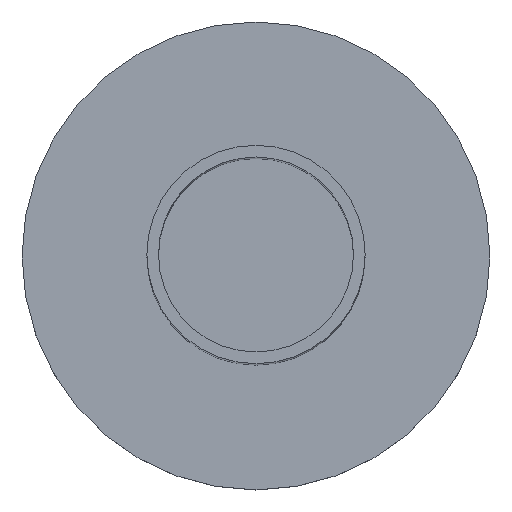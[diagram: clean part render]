
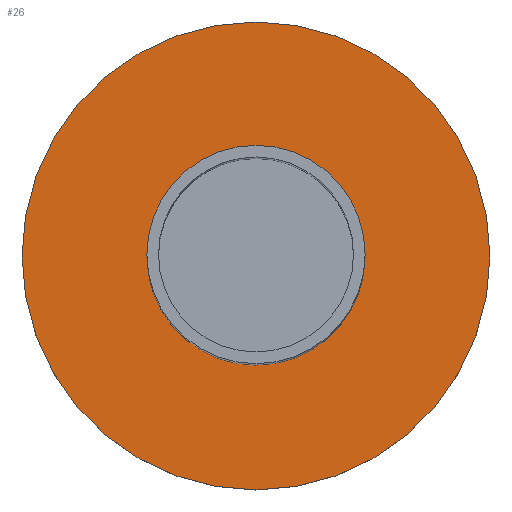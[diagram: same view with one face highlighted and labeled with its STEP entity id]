
A CAD part, top view. The second image highlights one B-rep face of the part: STEP entity #26.
In plain terms, the highlighted planar face has unit normal (0, 0, 1).
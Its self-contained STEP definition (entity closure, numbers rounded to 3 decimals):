
#1 = ORIENTED_EDGE ( 'NONE', *, *, #295, .F. ) ;
#26 = ADVANCED_FACE ( 'NONE', ( #125, #101 ), #189, .T. ) ;
#31 = CARTESIAN_POINT ( 'NONE',  ( 0., 0., 1. ) ) ;
#32 = AXIS2_PLACEMENT_3D ( 'NONE', #232, #186, #117 ) ;
#40 = VERTEX_POINT ( 'NONE', #217 ) ;
#57 = DIRECTION ( 'NONE',  ( 1., 0., 0. ) ) ;
#60 = CIRCLE ( 'NONE', #145, 2.8 ) ;
#68 = VERTEX_POINT ( 'NONE', #246 ) ;
#79 = CIRCLE ( 'NONE', #102, 6. ) ;
#89 = CARTESIAN_POINT ( 'NONE',  ( 0., 0., 1. ) ) ;
#101 = FACE_OUTER_BOUND ( 'NONE', #163, .T. ) ;
#102 = AXIS2_PLACEMENT_3D ( 'NONE', #212, #210, #253 ) ;
#117 = DIRECTION ( 'NONE',  ( 1., 0., 0. ) ) ;
#125 = FACE_BOUND ( 'NONE', #165, .T. ) ;
#135 = DIRECTION ( 'NONE',  ( 0., 0., 1. ) ) ;
#141 = ORIENTED_EDGE ( 'NONE', *, *, #249, .T. ) ;
#145 = AXIS2_PLACEMENT_3D ( 'NONE', #89, #135, #57 ) ;
#148 = VERTEX_POINT ( 'NONE', #157 ) ;
#152 = CIRCLE ( 'NONE', #218, 6. ) ;
#157 = CARTESIAN_POINT ( 'NONE',  ( -2.8, 0., 1. ) ) ;
#162 = ORIENTED_EDGE ( 'NONE', *, *, #201, .T. ) ;
#163 = EDGE_LOOP ( 'NONE', ( #162, #141 ) ) ;
#165 = EDGE_LOOP ( 'NONE', ( #1, #238 ) ) ;
#166 = CIRCLE ( 'NONE', #32, 2.8 ) ;
#176 = DIRECTION ( 'NONE',  ( 1., 0., 0. ) ) ;
#185 = EDGE_CURVE ( 'NONE', #254, #148, #60, .T. ) ;
#186 = DIRECTION ( 'NONE',  ( 0., 0., 1. ) ) ;
#189 = PLANE ( 'NONE',  #273 ) ;
#190 = CARTESIAN_POINT ( 'NONE',  ( 0., 0., 1. ) ) ;
#201 = EDGE_CURVE ( 'NONE', #68, #40, #152, .T. ) ;
#202 = DIRECTION ( 'NONE',  ( 0., 0., 1. ) ) ;
#210 = DIRECTION ( 'NONE',  ( 0., 0., 1. ) ) ;
#212 = CARTESIAN_POINT ( 'NONE',  ( 0., 0., 1. ) ) ;
#217 = CARTESIAN_POINT ( 'NONE',  ( 6., 0., 1. ) ) ;
#218 = AXIS2_PLACEMENT_3D ( 'NONE', #31, #202, #176 ) ;
#229 = CARTESIAN_POINT ( 'NONE',  ( 2.8, 0., 1. ) ) ;
#232 = CARTESIAN_POINT ( 'NONE',  ( 0., 0., 1. ) ) ;
#238 = ORIENTED_EDGE ( 'NONE', *, *, #185, .F. ) ;
#246 = CARTESIAN_POINT ( 'NONE',  ( -6., 0., 1. ) ) ;
#249 = EDGE_CURVE ( 'NONE', #40, #68, #79, .T. ) ;
#253 = DIRECTION ( 'NONE',  ( 1., 0., 0. ) ) ;
#254 = VERTEX_POINT ( 'NONE', #229 ) ;
#273 = AXIS2_PLACEMENT_3D ( 'NONE', #190, #281, #282 ) ;
#281 = DIRECTION ( 'NONE',  ( 0., 0., 1. ) ) ;
#282 = DIRECTION ( 'NONE',  ( 1., 0., 0. ) ) ;
#295 = EDGE_CURVE ( 'NONE', #148, #254, #166, .T. ) ;
